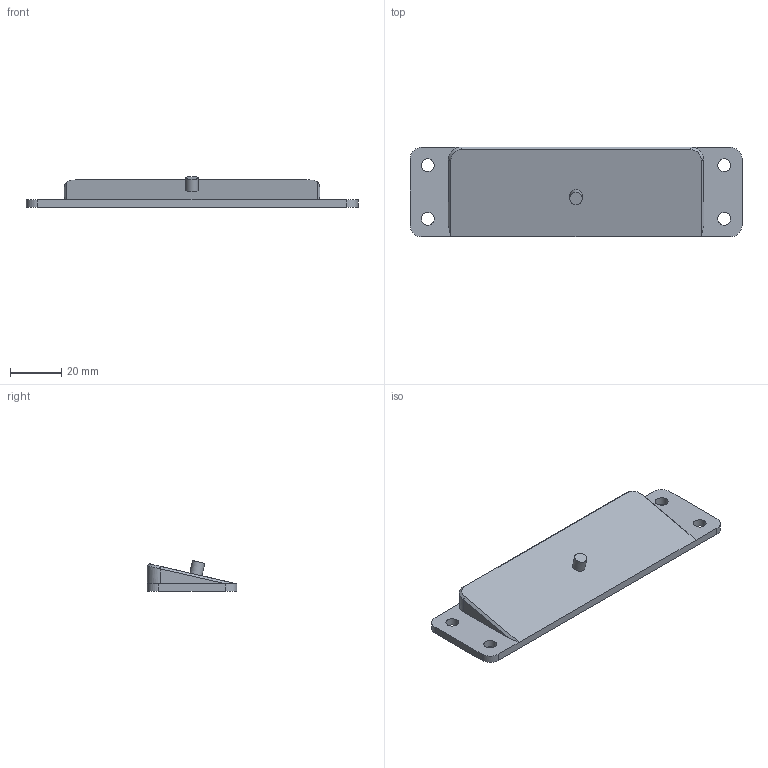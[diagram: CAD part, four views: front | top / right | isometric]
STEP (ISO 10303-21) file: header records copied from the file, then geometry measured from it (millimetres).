
FILE_DESCRIPTION(/* description */ (''),/* implementation_level */ '2;1');
FILE_NAME(/* name */ 'depth_camera_mount v6.step',/* time_stamp */ '2023-12-08T09:44:47Z',/* author */ (''),/* organization */ (''),/* preprocessor_version */ 'ST-DEVELOPER v20',/* originating_system */ 'Autodesk Translation Framework v12.14.0.127',/* authorisation */ '');
FILE_SCHEMA (('AUTOMOTIVE_DESIGN { 1 0 10303 214 3 1 1 }'));
Length unit declared in the file: millimetre
Products named in the file (1): depth_camera_mount
Bounding box: 130 x 35 x 12.07 mm (x, y, z)
Volume: 27292.9 mm3; surface area: 11162.5 mm2
Topology: 1 solids, 1 shells, 29 faces, 72 edges, 46 vertices
Faces by surface type: plane 14, cylinder 11, bspline 4
Full cylindrical faces by diameter (mm): 4.901 x1, 5 x4
Entity records: 975 total; most frequent: CARTESIAN_POINT 244, ORIENTED_EDGE 144, DIRECTION 136, EDGE_CURVE 72, VERTEX_POINT 46, AXIS2_PLACEMENT_3D 46, LINE 44, VECTOR 44
